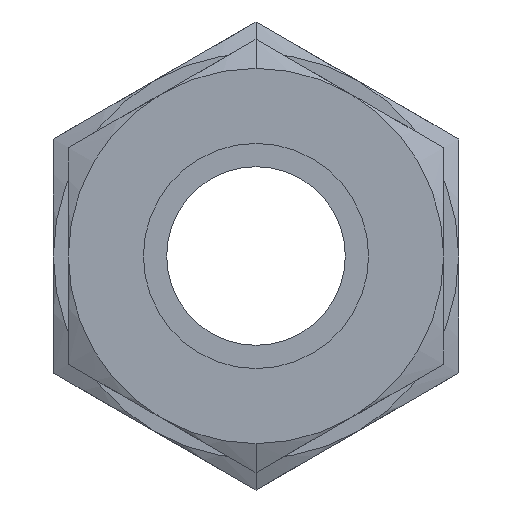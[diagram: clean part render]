
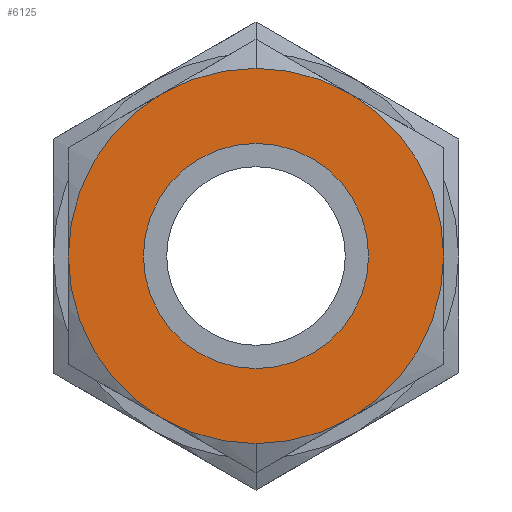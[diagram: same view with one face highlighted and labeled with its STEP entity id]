
A CAD part, left-side view. The second image highlights one B-rep face of the part: STEP entity #6125.
In plain terms, the highlighted planar face has unit normal (-1, 0, 0).
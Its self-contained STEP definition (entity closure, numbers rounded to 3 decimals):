
#314 = CARTESIAN_POINT ( 'NONE',  ( 0., 0., -12.5 ) ) ;
#701 = CARTESIAN_POINT ( 'NONE',  ( 0., 0., 6.25 ) ) ;
#1833 = FACE_BOUND ( 'NONE', #17200, .T. ) ;
#2814 = CARTESIAN_POINT ( 'NONE',  ( 0., 0., 7.5 ) ) ;
#2893 = EDGE_CURVE ( 'NONE', #5384, #8058, #7783, .T. ) ;
#3228 = EDGE_CURVE ( 'NONE', #8058, #5384, #9296, .T. ) ;
#3453 = AXIS2_PLACEMENT_3D ( 'NONE', #701, #9156, #14847 ) ;
#3531 = DIRECTION ( 'NONE',  ( 0., 0., -1. ) ) ;
#3607 = ORIENTED_EDGE ( 'NONE', *, *, #2893, .F. ) ;
#4331 = DIRECTION ( 'NONE',  ( 0., 0., -1. ) ) ;
#4528 = AXIS2_PLACEMENT_3D ( 'NONE', #11577, #5983, #4331 ) ;
#4589 = EDGE_CURVE ( 'NONE', #6607, #15513, #8436, .T. ) ;
#5384 = VERTEX_POINT ( 'NONE', #314 ) ;
#5964 = DIRECTION ( 'NONE',  ( 0., 0., 1. ) ) ;
#5983 = DIRECTION ( 'NONE',  ( 1., 0., 0. ) ) ;
#6054 = DIRECTION ( 'NONE',  ( 1., 0., 0. ) ) ;
#6125 = ADVANCED_FACE ( 'NONE', ( #1833, #7493 ), #11778, .T. ) ;
#6198 = ORIENTED_EDGE ( 'NONE', *, *, #3228, .F. ) ;
#6223 = DIRECTION ( 'NONE',  ( 0., 0., 1. ) ) ;
#6313 = CARTESIAN_POINT ( 'NONE',  ( 0., 0., 0. ) ) ;
#6607 = VERTEX_POINT ( 'NONE', #2814 ) ;
#7493 = FACE_OUTER_BOUND ( 'NONE', #17818, .T. ) ;
#7783 = CIRCLE ( 'NONE', #4528, 12.5 ) ;
#7887 = EDGE_CURVE ( 'NONE', #15513, #6607, #16815, .T. ) ;
#8058 = VERTEX_POINT ( 'NONE', #8250 ) ;
#8250 = CARTESIAN_POINT ( 'NONE',  ( 0., 0., 12.5 ) ) ;
#8436 = CIRCLE ( 'NONE', #10811, 7.5 ) ;
#9156 = DIRECTION ( 'NONE',  ( -1., 0., 0. ) ) ;
#9277 = DIRECTION ( 'NONE',  ( 1., 0., 0. ) ) ;
#9296 = CIRCLE ( 'NONE', #17911, 12.5 ) ;
#9677 = AXIS2_PLACEMENT_3D ( 'NONE', #17758, #9277, #3531 ) ;
#10811 = AXIS2_PLACEMENT_3D ( 'NONE', #6313, #17678, #6223 ) ;
#11318 = ORIENTED_EDGE ( 'NONE', *, *, #4589, .T. ) ;
#11577 = CARTESIAN_POINT ( 'NONE',  ( 0., 0., 0. ) ) ;
#11778 = PLANE ( 'NONE',  #3453 ) ;
#14539 = CARTESIAN_POINT ( 'NONE',  ( 0., 0., 0. ) ) ;
#14844 = ORIENTED_EDGE ( 'NONE', *, *, #7887, .T. ) ;
#14847 = DIRECTION ( 'NONE',  ( 0., 0., 1. ) ) ;
#15513 = VERTEX_POINT ( 'NONE', #18252 ) ;
#16815 = CIRCLE ( 'NONE', #9677, 7.5 ) ;
#17200 = EDGE_LOOP ( 'NONE', ( #14844, #11318 ) ) ;
#17678 = DIRECTION ( 'NONE',  ( 1., 0., 0. ) ) ;
#17758 = CARTESIAN_POINT ( 'NONE',  ( 0., 0., 0. ) ) ;
#17818 = EDGE_LOOP ( 'NONE', ( #6198, #3607 ) ) ;
#17911 = AXIS2_PLACEMENT_3D ( 'NONE', #14539, #6054, #5964 ) ;
#18252 = CARTESIAN_POINT ( 'NONE',  ( 0., 0., -7.5 ) ) ;
